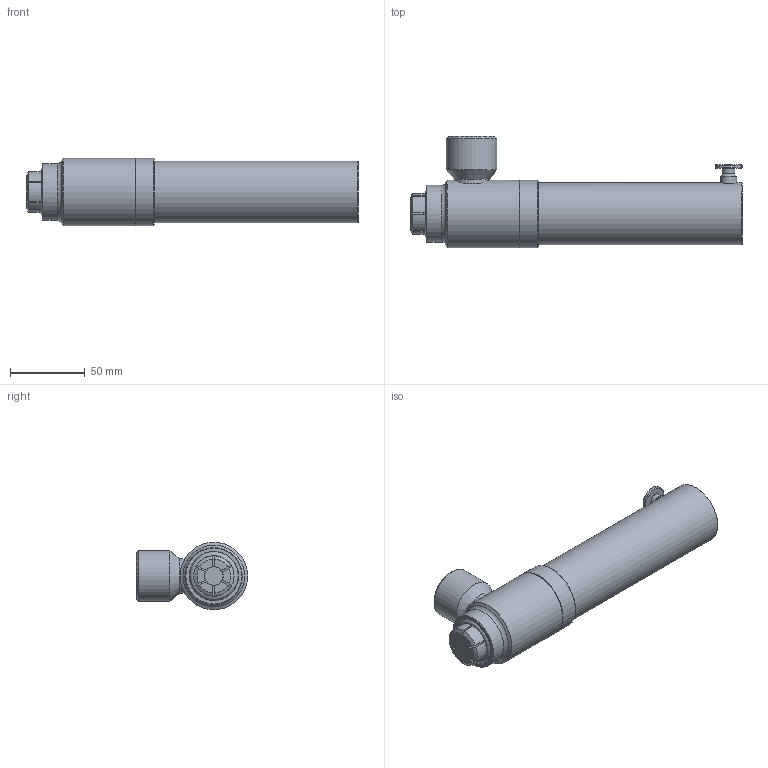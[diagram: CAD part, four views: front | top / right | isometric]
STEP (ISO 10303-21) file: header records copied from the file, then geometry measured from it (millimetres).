
FILE_DESCRIPTION(/* description */ (''),/* implementation_level */ '2;1');
FILE_NAME(/* name */ 'FNV-124121.stp',/* time_stamp */ '2020-08-19T12:35:16-05:00',/* author */ ('scott.gulden'),/* organization */ ('FasTest,Inc.'),/* preprocessor_version */ 'ST-DEVELOPER v17.2',/* originating_system */ 'Autodesk Inventor 2019',/* authorisation */ '');
FILE_SCHEMA (('AUTOMOTIVE_DESIGN { 1 0 10303 214 3 1 1 }'));
Length unit declared in the file: inch
Products named in the file (1): FNV-124121
Bounding box: 221.51 x 74.17 x 45.09 mm (x, y, z)
Volume: 315480.4 mm3; surface area: 40967.5 mm2
Topology: 1 solids, 1 shells, 84 faces, 244 edges, 170 vertices
Faces by surface type: plane 36, cone 24, cylinder 20, torus 4
Full cylindrical faces by diameter (mm): 8.382 x1, 10.668 x1, 12.446 x1, 17.78 x1, 23.012 x1, 23.368 x1, 27 x1, 33.782 x1, 34.57 x2, 37.871 x1, 41.275 x1, 45.085 x2
Entity records: 2935 total; most frequent: CARTESIAN_POINT 623, DIRECTION 502, ORIENTED_EDGE 486, EDGE_CURVE 243, AXIS2_PLACEMENT_3D 207, VERTEX_POINT 170, CIRCLE 122, EDGE_LOOP 93
